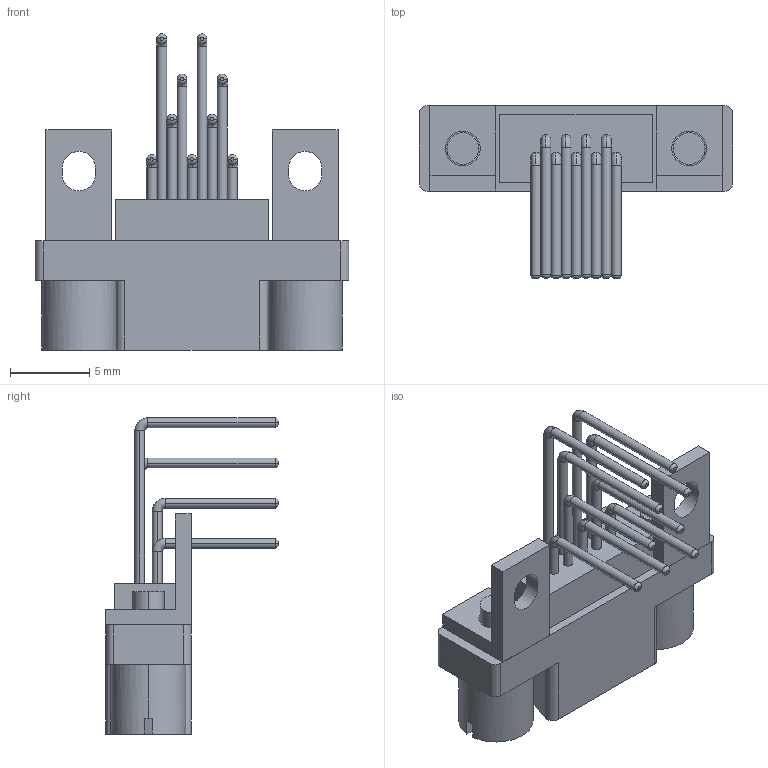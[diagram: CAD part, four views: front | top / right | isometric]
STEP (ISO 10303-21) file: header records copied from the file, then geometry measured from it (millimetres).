
FILE_DESCRIPTION (( 'STEP AP214' ), '1' );
FILE_NAME ('J30-9ZKW.STEP', '2022-08-25T09:15:02', ( '' ), ( '' ), 'SwSTEP 2.0', 'SolidWorks 2020', '' );
FILE_SCHEMA (( 'AUTOMOTIVE_DESIGN' ));
Length unit declared in the file: millimetre
Products named in the file (8): L嘐隅璃; J30-9ZKW; 渀褐10 12 14; 蹟翐; 渀褐2 4 6 8; 渀褐1357; 渀褐9 11 13 15; 翋极
Assembly tree (14 placements, depth 2):
  J30-9ZKW
    翋极
    L嘐隅璃  x2
    蹟翐  x2
    渀褐10 12 14  x2
    渀褐1357  x2
    渀褐2 4 6 8  x3
    渀褐9 11 13 15  x2
Bounding box: 19.8 x 10.9 x 19.97 mm (x, y, z)
Volume: 684.6 mm3; surface area: 1670.2 mm2
Topology: 16 solids, 16 shells, 231 faces, 538 edges, 347 vertices
Faces by surface type: cylinder 98, plane 92, torus 41
Entity records: 4724 total; most frequent: DIRECTION 867, CARTESIAN_POINT 736, ORIENTED_EDGE 694, AXIS2_PLACEMENT_3D 354, EDGE_CURVE 347, VERTEX_POINT 223, CIRCLE 188, EDGE_LOOP 168
